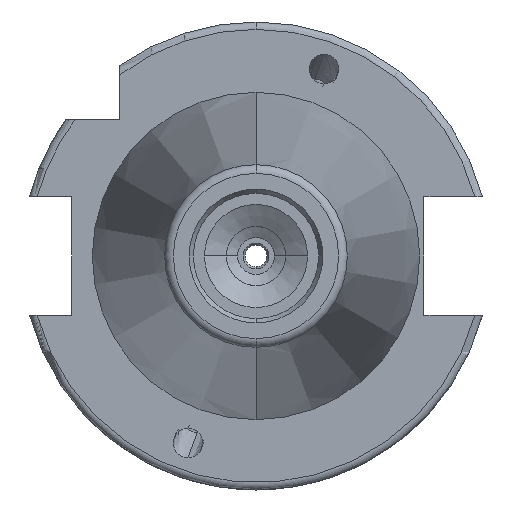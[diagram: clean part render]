
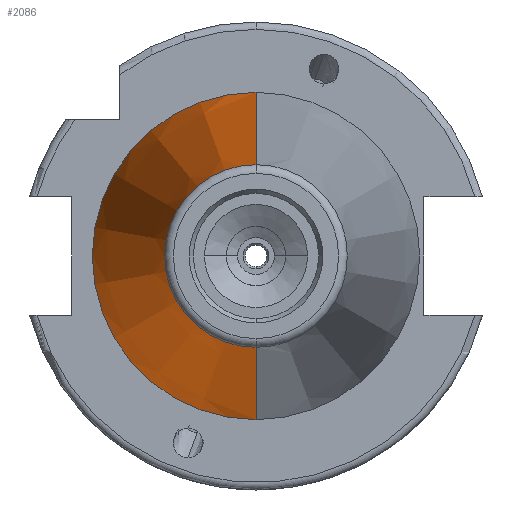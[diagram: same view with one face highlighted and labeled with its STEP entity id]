
A CAD part, left-side view. The second image highlights one B-rep face of the part: STEP entity #2086.
In plain terms, the highlighted conical face has half-angle 8.297 degrees and reference radius 22.225 mm.
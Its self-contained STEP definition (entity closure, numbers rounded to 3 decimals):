
#111 = CONICAL_SURFACE ( 'NONE', #5777, 22.225, 0.145 ) ;
#178 = CARTESIAN_POINT ( 'NONE',  ( -67.373, 12.4, 0. ) ) ;
#260 = EDGE_CURVE ( 'NONE', #3667, #4395, #723, .T. ) ;
#281 = FACE_OUTER_BOUND ( 'NONE', #5222, .T. ) ;
#610 = AXIS2_PLACEMENT_3D ( 'NONE', #5869, #2737, #6376 ) ;
#723 = LINE ( 'NONE', #2462, #4729 ) ;
#725 = DIRECTION ( 'NONE',  ( -1., 0., 0. ) ) ;
#1527 = DIRECTION ( 'NONE',  ( 0.99, 0.144, 0. ) ) ;
#1742 = CIRCLE ( 'NONE', #610, 12.4 ) ;
#1953 = ORIENTED_EDGE ( 'NONE', *, *, #260, .T. ) ;
#2055 = EDGE_CURVE ( 'NONE', #3587, #4863, #4451, .T. ) ;
#2086 = ADVANCED_FACE ( 'NONE', ( #281 ), #111, .T. ) ;
#2358 = EDGE_CURVE ( 'NONE', #4395, #4863, #3138, .T. ) ;
#2420 = EDGE_CURVE ( 'NONE', #3667, #3587, #1742, .T. ) ;
#2462 = CARTESIAN_POINT ( 'NONE',  ( 0., -22.225, 0. ) ) ;
#2676 = CARTESIAN_POINT ( 'NONE',  ( 0., -22.225, 0. ) ) ;
#2737 = DIRECTION ( 'NONE',  ( -1., 0., 0. ) ) ;
#2774 = DIRECTION ( 'NONE',  ( 0.99, -0.144, 0. ) ) ;
#2989 = ORIENTED_EDGE ( 'NONE', *, *, #2358, .T. ) ;
#3051 = CARTESIAN_POINT ( 'NONE',  ( -67.373, -12.4, 0. ) ) ;
#3138 = CIRCLE ( 'NONE', #5312, 22.225 ) ;
#3587 = VERTEX_POINT ( 'NONE', #178 ) ;
#3629 = DIRECTION ( 'NONE',  ( 0., 1., 0. ) ) ;
#3667 = VERTEX_POINT ( 'NONE', #3051 ) ;
#3859 = CARTESIAN_POINT ( 'NONE',  ( 0., 0., 0. ) ) ;
#4042 = ORIENTED_EDGE ( 'NONE', *, *, #2055, .F. ) ;
#4390 = DIRECTION ( 'NONE',  ( 0., -1., 0. ) ) ;
#4395 = VERTEX_POINT ( 'NONE', #2676 ) ;
#4447 = ORIENTED_EDGE ( 'NONE', *, *, #2420, .F. ) ;
#4451 = LINE ( 'NONE', #5197, #5843 ) ;
#4729 = VECTOR ( 'NONE', #2774, 1000. ) ;
#4863 = VERTEX_POINT ( 'NONE', #4941 ) ;
#4941 = CARTESIAN_POINT ( 'NONE',  ( 0., 22.225, 0. ) ) ;
#5197 = CARTESIAN_POINT ( 'NONE',  ( 0., 22.225, 0. ) ) ;
#5222 = EDGE_LOOP ( 'NONE', ( #4447, #1953, #2989, #4042 ) ) ;
#5312 = AXIS2_PLACEMENT_3D ( 'NONE', #3859, #725, #4390 ) ;
#5714 = CARTESIAN_POINT ( 'NONE',  ( 0., 0., 0. ) ) ;
#5777 = AXIS2_PLACEMENT_3D ( 'NONE', #5714, #6760, #3629 ) ;
#5843 = VECTOR ( 'NONE', #1527, 1000. ) ;
#5869 = CARTESIAN_POINT ( 'NONE',  ( -67.373, 0., 0. ) ) ;
#6376 = DIRECTION ( 'NONE',  ( 0., -1., 0. ) ) ;
#6760 = DIRECTION ( 'NONE',  ( 1., 0., 0. ) ) ;
